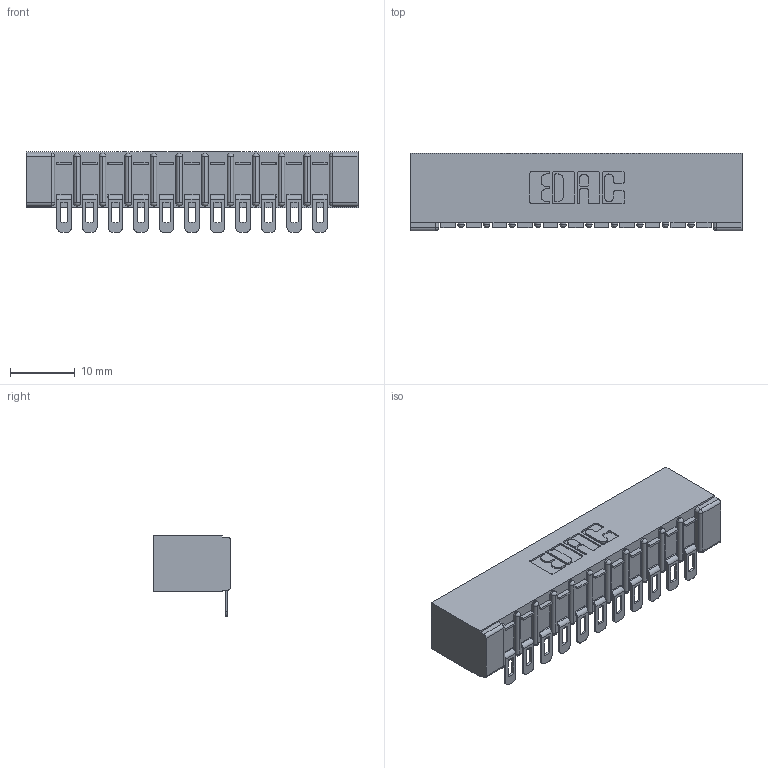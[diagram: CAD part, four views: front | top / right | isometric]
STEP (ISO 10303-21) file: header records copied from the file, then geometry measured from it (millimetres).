
FILE_DESCRIPTION (( 'STEP AP203' ), '1' );
FILE_NAME ('307-011-554-101.STEP', '2019-09-04T19:34:58', ( '' ), ( '' ), 'SwSTEP 2.0', 'SolidWorks 2016', '' );
FILE_SCHEMA (( 'CONFIG_CONTROL_DESIGN' ));
Length unit declared in the file: inch
Products named in the file (3): 307 Part_No Mounting Lugs; 307-290-002_554; 307-011-554-101
Assembly tree (12 placements, depth 2):
  307-011-554-101
    307 Part_No Mounting Lugs
    307-290-002_554  x11
Bounding box: 51.46 x 12.01 x 12.52 mm (x, y, z)
Volume: 3637.8 mm3; surface area: 6557.4 mm2
Topology: 12 solids, 12 shells, 1013 faces, 3082 edges, 2020 vertices
Faces by surface type: plane 572, cylinder 417, sphere 24
Entity records: 13939 total; most frequent: CARTESIAN_POINT 2346, ORIENTED_EDGE 2336, DIRECTION 2298, EDGE_CURVE 1168, VECTOR 874, LINE 874, VERTEX_POINT 760, AXIS2_PLACEMENT_3D 712
